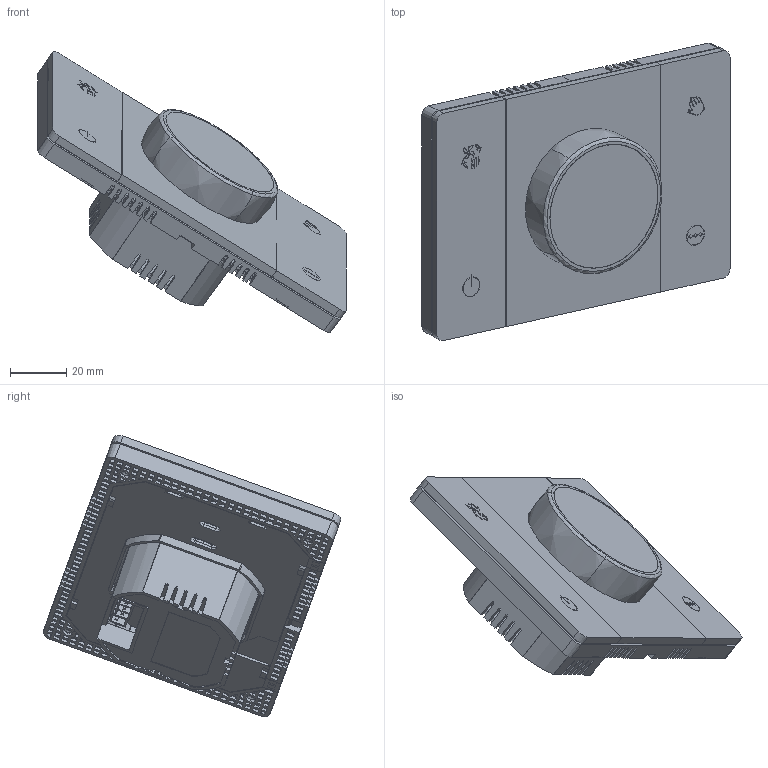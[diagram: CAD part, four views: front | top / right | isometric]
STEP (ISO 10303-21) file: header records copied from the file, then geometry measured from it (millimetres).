
FILE_DESCRIPTION(('CATIA V5 STEP Exchange'),'2;1');
FILE_NAME('443CRTALS-W.stp','2024-03-07T12:22:57+00:00',('none'),('none'),'CATIA Version 5-6 Release 2016 SP6','CATIA V5 STEP AP203','none');
FILE_SCHEMA(('CONFIG_CONTROL_DESIGN'));
Products named in the file (1): 443CRTALS-W
Assembly tree (15 placements, depth 2):
  443CRTALS-W
    #57
    #101
    #63604
    #72833
    #127827
    #135438
    #141481
    #141626
    #143858
    #144740
    #150703
    #173414
    #179102
    #183102  x2
Bounding box: 109.7 x 105.9 x 100.09 mm (x, y, z)
Volume: 86516.2 mm3; surface area: 155145.4 mm2
Topology: 19 solids, 20 shells, 5305 faces, 15267 edges, 10131 vertices
Faces by surface type: plane 3356, bspline 1298, cylinder 651
Entity records: 184421 total; most frequent: CARTESIAN_POINT 65667, ORIENTED_EDGE 29836, DIRECTION 16886, EDGE_CURVE 14920, VERTEX_POINT 9903, VECTOR 8726, LINE 8726, EDGE_LOOP 5762
